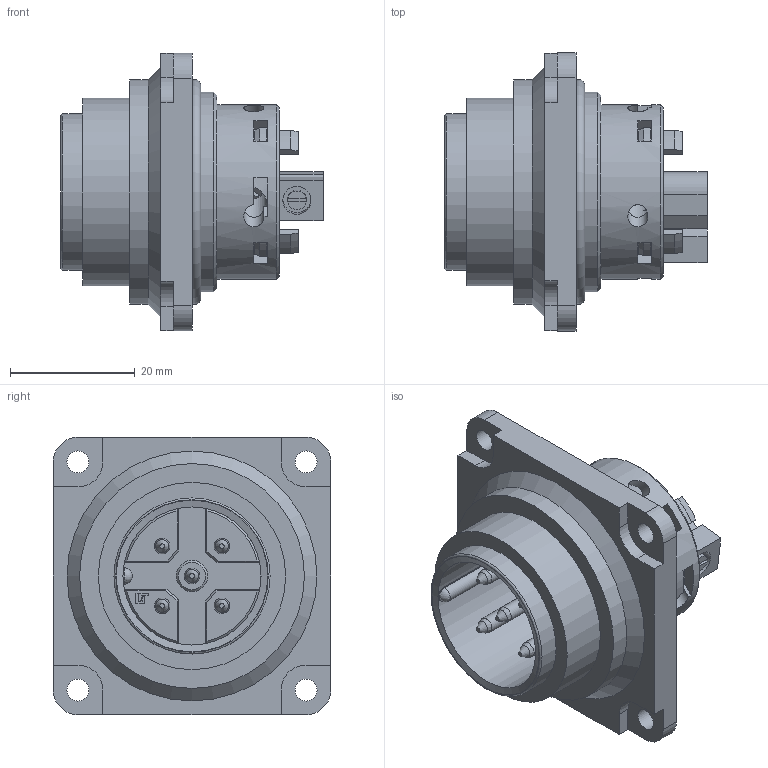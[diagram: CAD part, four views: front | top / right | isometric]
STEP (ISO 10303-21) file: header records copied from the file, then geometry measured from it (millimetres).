
FILE_DESCRIPTION(/* description */ (''),/* implementation_level */ '2;1');
FILE_NAME(/* name */ '99-0711-00-05_bg',/* time_stamp */ '2007-02-13T16:30:34+01:00',/* author */ (''),/* organization */ (''),/* preprocessor_version */ 'ST-DEVELOPER v9',/* originating_system */ 'UGS - NX 3.0',/* authorisation */ '');
FILE_SCHEMA (('AUTOMOTIVE_DESIGN { 1 0 10303 214 1 1 1 1 }'));
Length unit declared in the file: millimetre
Products named in the file (1): kborE84Bee3h
Bounding box: 42 x 44.45 x 44.45 mm (x, y, z)
Volume: 24293 mm3; surface area: 12983.8 mm2
Topology: 1 solids, 1 shells, 447 faces, 1220 edges, 787 vertices
Faces by surface type: plane 249, cylinder 134, cone 37, torus 16, sphere 6, bspline 5
Full cylindrical faces by diameter (mm): 2.5 x10, 2.85 x1, 3 x15, 3.1 x5, 3.2 x2, 3.5 x4, 4.5 x5, 5 x1, 22.1 x1, 25 x1, 28 x1, 30 x1, 32 x1, 36 x1
Entity records: 14663 total; most frequent: CARTESIAN_POINT 3887, DIRECTION 2248, ORIENTED_EDGE 2126, EDGE_CURVE 1063, AXIS2_PLACEMENT_3D 829, VERTEX_POINT 738, EDGE_LOOP 592, LINE 590
